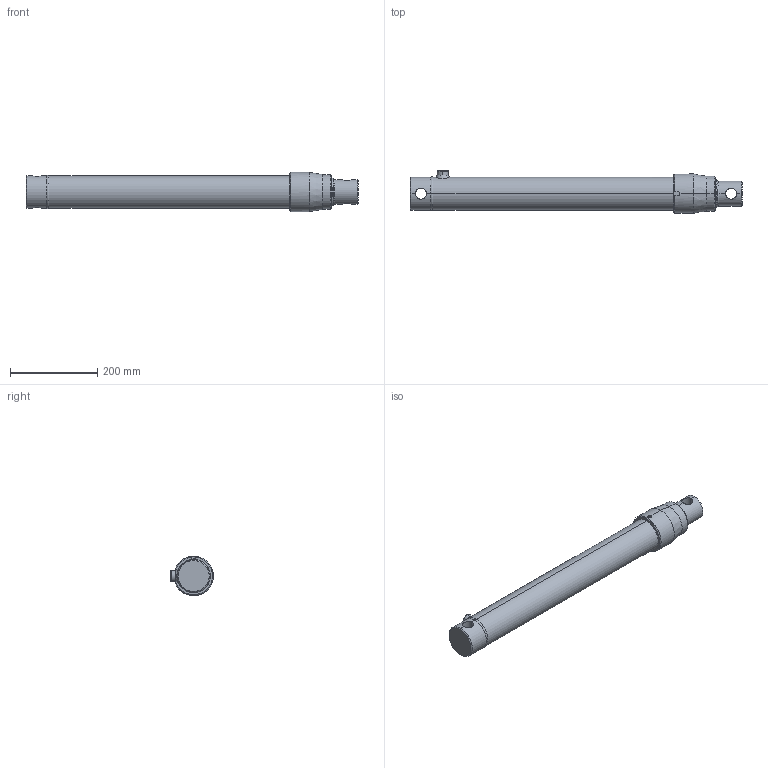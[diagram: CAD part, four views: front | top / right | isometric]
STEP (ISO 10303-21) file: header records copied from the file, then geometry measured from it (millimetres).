
FILE_DESCRIPTION (( 'STEP AP203' ), '1' );
FILE_NAME ('660.5.STEP', '2014-03-26T06:53:38', ( '' ), ( '' ), 'SwSTEP 2.0', 'SolidWorks 2013', '' );
FILE_SCHEMA (( 'CONFIG_CONTROL_DESIGN' ));
Length unit declared in the file: millimetre
Products named in the file (1): 660.5
Bounding box: 760 x 97.55 x 90 mm (x, y, z)
Surface area: 318085.3 mm2 (no closed solid volume)
Topology: 0 solids, 8 shells, 64 faces, 159 edges, 98 vertices
Faces by surface type: cylinder 24, cone 24, plane 10, torus 6
Entity records: 2551 total; most frequent: CARTESIAN_POINT 944, DIRECTION 349, ORIENTED_EDGE 286, EDGE_CURVE 159, AXIS2_PLACEMENT_3D 145, VERTEX_POINT 98, CIRCLE 80, EDGE_LOOP 70
